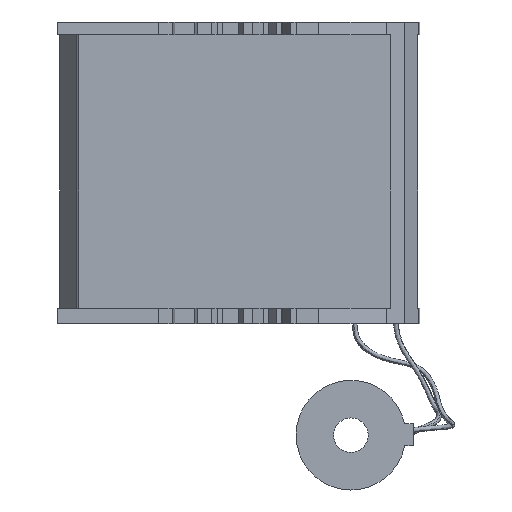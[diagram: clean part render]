
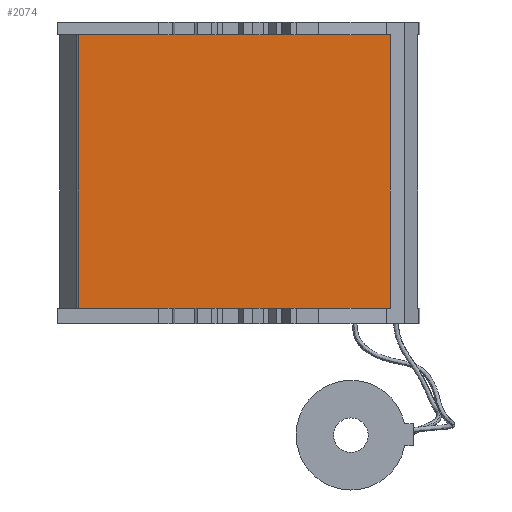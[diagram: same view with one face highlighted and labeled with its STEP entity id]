
A CAD part, front view. The second image highlights one B-rep face of the part: STEP entity #2074.
In plain terms, the highlighted planar face has unit normal (0, -1, 0).
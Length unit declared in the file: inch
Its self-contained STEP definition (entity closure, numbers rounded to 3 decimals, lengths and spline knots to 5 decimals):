
#1123 = EDGE_CURVE ( 'NONE', #18528, #30626, #30463, .T. ) ;
#2074 = ADVANCED_FACE ( 'NONE', ( #6868 ), #9592, .T. ) ;
#2329 = ORIENTED_EDGE ( 'NONE', *, *, #1123, .T. ) ;
#3929 = VECTOR ( 'NONE', #7250, 39.37008 ) ;
#4049 = DIRECTION ( 'NONE',  ( 1., 0., 0. ) ) ;
#4552 = VECTOR ( 'NONE', #10712, 39.37008 ) ;
#6263 = CARTESIAN_POINT ( 'NONE',  ( 1.39502, 0.08149, -0.00504 ) ) ;
#6463 = EDGE_CURVE ( 'NONE', #8900, #7742, #14094, .T. ) ;
#6868 = FACE_OUTER_BOUND ( 'NONE', #24327, .T. ) ;
#7250 = DIRECTION ( 'NONE',  ( 0., 0., 1. ) ) ;
#7268 = DIRECTION ( 'NONE',  ( 0., -1., 0. ) ) ;
#7742 = VERTEX_POINT ( 'NONE', #21017 ) ;
#7976 = CARTESIAN_POINT ( 'NONE',  ( 0., 0.08149, 2.54496 ) ) ;
#8900 = VERTEX_POINT ( 'NONE', #20057 ) ;
#9592 = PLANE ( 'NONE',  #25199 ) ;
#10712 = DIRECTION ( 'NONE',  ( 1., 0., 0. ) ) ;
#14094 = LINE ( 'NONE', #7976, #4552 ) ;
#14933 = VECTOR ( 'NONE', #4049, 39.37008 ) ;
#16102 = CARTESIAN_POINT ( 'NONE',  ( -1.51201, 0.08149, -0.00504 ) ) ;
#18285 = DIRECTION ( 'NONE',  ( 0., 0., -1. ) ) ;
#18528 = VERTEX_POINT ( 'NONE', #18924 ) ;
#18924 = CARTESIAN_POINT ( 'NONE',  ( -1.51201, 0.08149, -0.00504 ) ) ;
#20057 = CARTESIAN_POINT ( 'NONE',  ( -1.51201, 0.08149, 2.54496 ) ) ;
#20998 = ORIENTED_EDGE ( 'NONE', *, *, #26749, .F. ) ;
#21017 = CARTESIAN_POINT ( 'NONE',  ( 1.39502, 0.08149, 2.54496 ) ) ;
#21222 = LINE ( 'NONE', #6263, #23115 ) ;
#22376 = CARTESIAN_POINT ( 'NONE',  ( 0., 0.08149, -0.00504 ) ) ;
#23115 = VECTOR ( 'NONE', #18285, 39.37008 ) ;
#24327 = EDGE_LOOP ( 'NONE', ( #20998, #37094, #35670, #2329 ) ) ;
#25199 = AXIS2_PLACEMENT_3D ( 'NONE', #33595, #7268, #30656 ) ;
#25542 = LINE ( 'NONE', #16102, #3929 ) ;
#26749 = EDGE_CURVE ( 'NONE', #7742, #30626, #21222, .T. ) ;
#30463 = LINE ( 'NONE', #22376, #14933 ) ;
#30626 = VERTEX_POINT ( 'NONE', #31661 ) ;
#30656 = DIRECTION ( 'NONE',  ( 1., 0., 0. ) ) ;
#31661 = CARTESIAN_POINT ( 'NONE',  ( 1.39502, 0.08149, -0.00504 ) ) ;
#33595 = CARTESIAN_POINT ( 'NONE',  ( 0., 0.08149, -0.00504 ) ) ;
#34417 = EDGE_CURVE ( 'NONE', #18528, #8900, #25542, .T. ) ;
#35670 = ORIENTED_EDGE ( 'NONE', *, *, #34417, .F. ) ;
#37094 = ORIENTED_EDGE ( 'NONE', *, *, #6463, .F. ) ;
